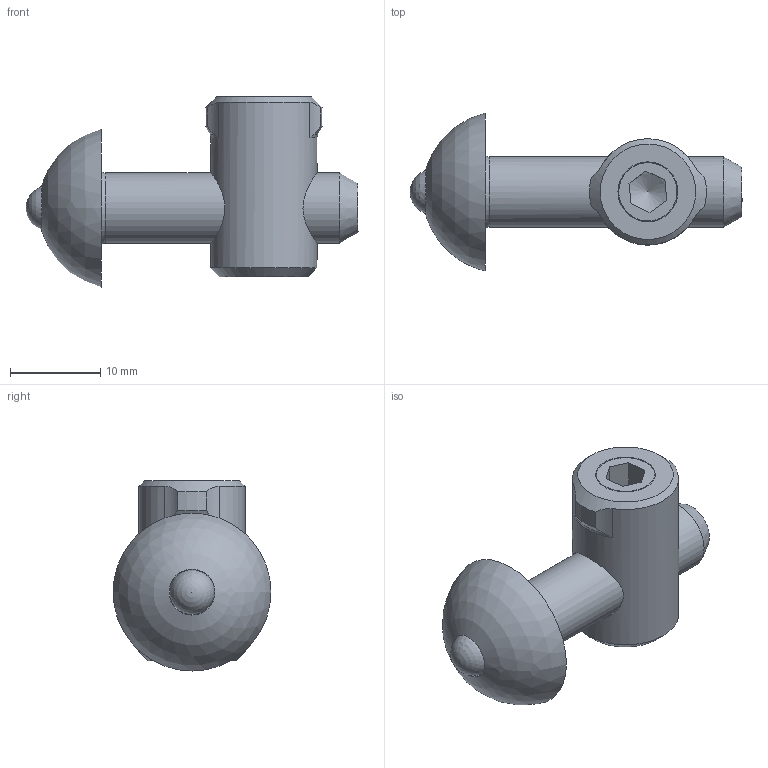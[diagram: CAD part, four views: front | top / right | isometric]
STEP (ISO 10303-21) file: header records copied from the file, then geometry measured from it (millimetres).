
FILE_DESCRIPTION(/* description */ ('Spanngehäuse 12'),/* implementation_level */ '2;1');
FILE_NAME(/* name */ 'SV1001V_A.stp',/* time_stamp */ '2015-12-01T11:07:55+01:00',/* author */ ('Marina Kaa'),/* organization */ (''),/* preprocessor_version */ 'ST-DEVELOPER v15.6',/* originating_system */ 'Autodesk Inventor 2015',/* authorisation */ '');
FILE_SCHEMA (('AUTOMOTIVE_DESIGN { 1 0 10303 214 3 1 1 }'));
Length unit declared in the file: millimetre
Products named in the file (7): ME1620011_A; DK0914080100_A; ME1610101_A; MK5100000_A; MK2402100_A; ME1610109_A; SV1001V_A
Bounding box: 36.88 x 17.55 x 21.13 mm (x, y, z)
Volume: 3878.2 mm3; surface area: 3139.8 mm2
Topology: 5 solids, 5 shells, 42 faces, 105 edges, 69 vertices
Faces by surface type: plane 13, cylinder 12, cone 11, torus 3, sphere 2, bspline 1
Full cylindrical faces by diameter (mm): 5.1 x1, 6.65 x1, 7.8 x1, 8 x2, 11.8 x1
Entity records: 1942 total; most frequent: CARTESIAN_POINT 962, DIRECTION 184, ORIENTED_EDGE 144, AXIS2_PLACEMENT_3D 82, EDGE_CURVE 72, EDGE_LOOP 62, VERTEX_POINT 56, FACE_OUTER_BOUND 42
